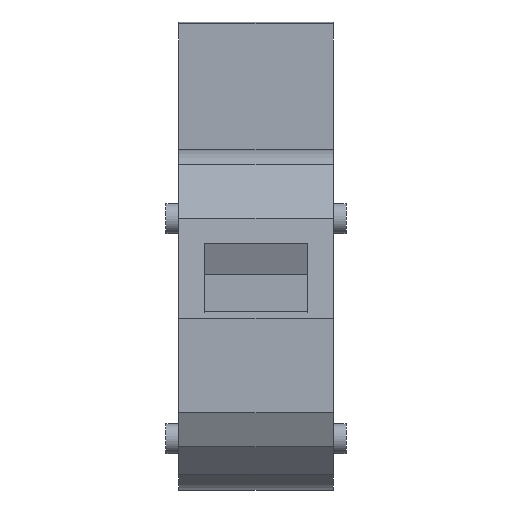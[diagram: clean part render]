
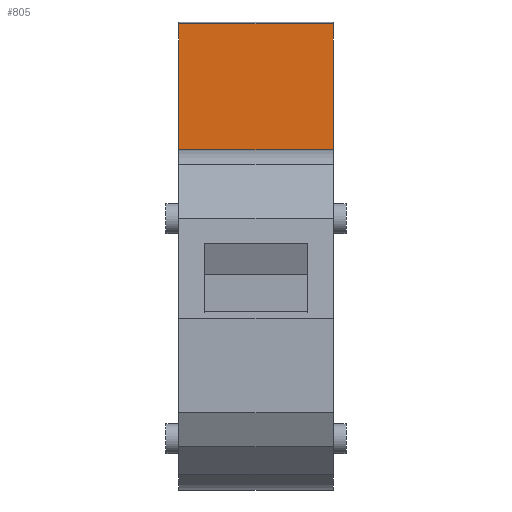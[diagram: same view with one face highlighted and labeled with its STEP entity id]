
A CAD part, front view. The second image highlights one B-rep face of the part: STEP entity #805.
In plain terms, the highlighted planar face has unit normal (0, -0.297, 0.955).
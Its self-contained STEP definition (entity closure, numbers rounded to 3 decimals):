
#17 = LINE ( 'NONE', #2029, #86 ) ;
#27 = PLANE ( 'NONE',  #596 ) ;
#86 = VECTOR ( 'NONE', #1453, 1000. ) ;
#90 = ORIENTED_EDGE ( 'NONE', *, *, #551, .F. ) ;
#179 = DIRECTION ( 'NONE',  ( -1., 0., 0. ) ) ;
#211 = DIRECTION ( 'NONE',  ( 0., -0.955, -0.297 ) ) ;
#451 = CARTESIAN_POINT ( 'NONE',  ( 9., 60.292, -41.81 ) ) ;
#456 = EDGE_LOOP ( 'NONE', ( #535, #1325, #90, #1682 ) ) ;
#468 = DIRECTION ( 'NONE',  ( 0., 0.955, 0.297 ) ) ;
#535 = ORIENTED_EDGE ( 'NONE', *, *, #2158, .T. ) ;
#551 = EDGE_CURVE ( 'NONE', #1405, #2326, #840, .T. ) ;
#596 = AXIS2_PLACEMENT_3D ( 'NONE', #1312, #1168, #211 ) ;
#697 = VERTEX_POINT ( 'NONE', #2367 ) ;
#805 = ADVANCED_FACE ( 'NONE', ( #1866 ), #27, .T. ) ;
#840 = LINE ( 'NONE', #1047, #1556 ) ;
#1047 = CARTESIAN_POINT ( 'NONE',  ( -9., 17.17, -55.219 ) ) ;
#1091 = EDGE_CURVE ( 'NONE', #697, #1405, #1248, .T. ) ;
#1168 = DIRECTION ( 'NONE',  ( 0., -0.297, 0.955 ) ) ;
#1248 = LINE ( 'NONE', #1835, #2107 ) ;
#1312 = CARTESIAN_POINT ( 'NONE',  ( 9., 17.17, -55.219 ) ) ;
#1325 = ORIENTED_EDGE ( 'NONE', *, *, #2199, .T. ) ;
#1405 = VERTEX_POINT ( 'NONE', #2053 ) ;
#1453 = DIRECTION ( 'NONE',  ( -1., 0., 0. ) ) ;
#1464 = DIRECTION ( 'NONE',  ( 0., 0.955, 0.297 ) ) ;
#1504 = CARTESIAN_POINT ( 'NONE',  ( -9., 60.292, -41.81 ) ) ;
#1556 = VECTOR ( 'NONE', #468, 1000. ) ;
#1682 = ORIENTED_EDGE ( 'NONE', *, *, #1091, .F. ) ;
#1783 = LINE ( 'NONE', #2185, #2369 ) ;
#1835 = CARTESIAN_POINT ( 'NONE',  ( 9., -1.776, -61.11 ) ) ;
#1866 = FACE_OUTER_BOUND ( 'NONE', #456, .T. ) ;
#2029 = CARTESIAN_POINT ( 'NONE',  ( 9., 60.292, -41.81 ) ) ;
#2053 = CARTESIAN_POINT ( 'NONE',  ( -9., -1.776, -61.11 ) ) ;
#2107 = VECTOR ( 'NONE', #179, 1000. ) ;
#2125 = VERTEX_POINT ( 'NONE', #451 ) ;
#2158 = EDGE_CURVE ( 'NONE', #697, #2125, #1783, .T. ) ;
#2185 = CARTESIAN_POINT ( 'NONE',  ( 9., 17.17, -55.219 ) ) ;
#2199 = EDGE_CURVE ( 'NONE', #2125, #2326, #17, .T. ) ;
#2326 = VERTEX_POINT ( 'NONE', #1504 ) ;
#2367 = CARTESIAN_POINT ( 'NONE',  ( 9., -1.776, -61.11 ) ) ;
#2369 = VECTOR ( 'NONE', #1464, 1000. ) ;
